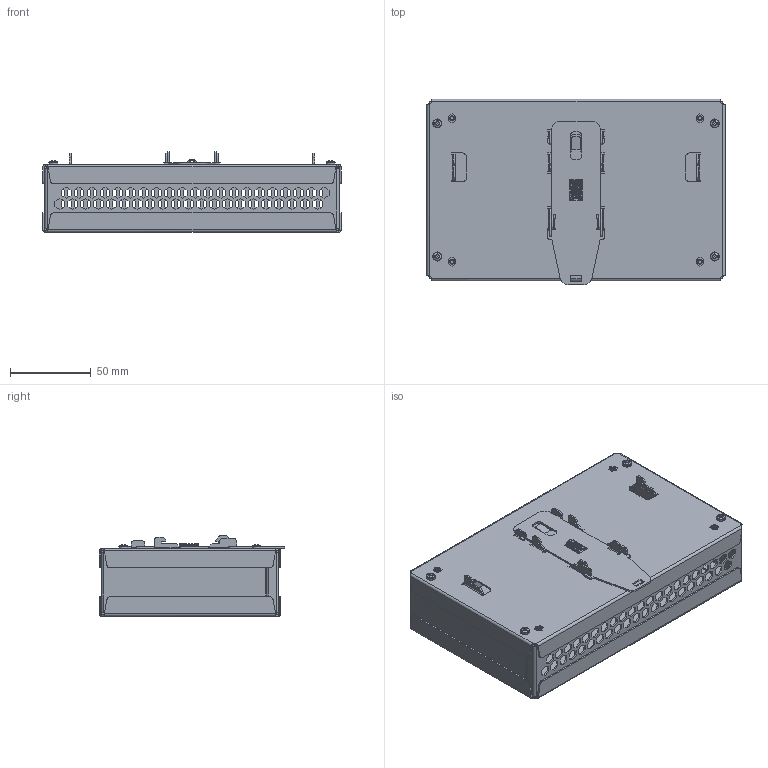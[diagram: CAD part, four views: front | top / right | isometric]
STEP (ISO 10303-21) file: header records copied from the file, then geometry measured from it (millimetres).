
FILE_DESCRIPTION(/* description */ (''),/* implementation_level */ '2;1');
FILE_NAME(/* name */ '2904040_3D.stp',/* time_stamp */ '2016-11-09T10:29:21+01:00',/* author */ ('hransiek'),/* organization */ (''),/* preprocessor_version */ 'ST-DEVELOPER v16.1',/* originating_system */ 'Autodesk Inventor 2016',/* authorisation */ '');
FILE_SCHEMA (('AUTOMOTIVE_DESIGN { 1 0 10303 214 3 1 1 }'));
Length unit declared in the file: millimetre
Products named in the file (16): 2904040_Abdeckung unten_3D; SO_M2,5_8_3DSYM; 2904040_Abdeckung unten_3D_1; 2904040_Rastfuss_3D; 2904040_Rastfuss_3D_1; 2904040_Innerteil Halbschale links_3D; S_M3_1_3DSYM; 2904040_Innerteil Halbschale links_3D_1; 2904040_Innerteil Halbschale rechts_3D; 2904040_Innerteil Halbschale rechts_3D_1; 2904040_Abdeckung oben_3D; 2904040_Abdeckung oben_3D_1; VD_144B_Gespannt; SHR Z M3X6 DINENISO 7045 OG_3DSYM ~PART1; BLINT 7337B 3,0x6-für 2mm Stärke_3Dsym; 2904040_3D
Assembly tree (27 placements, depth 3):
  2904040_3D
    2904040_Abdeckung unten_3D_1
      2904040_Abdeckung unten_3D
      SO_M2,5_8_3DSYM  x4
    2904040_Rastfuss_3D_1
      2904040_Rastfuss_3D
    2904040_Innerteil Halbschale links_3D_1
      2904040_Innerteil Halbschale links_3D
      S_M3_1_3DSYM  x2
    2904040_Innerteil Halbschale rechts_3D_1
      2904040_Innerteil Halbschale rechts_3D
      S_M3_1_3DSYM  x2
    2904040_Abdeckung oben_3D_1
      2904040_Abdeckung oben_3D
    VD_144B_Gespannt
    SHR Z M3X6 DINENISO 7045 OG_3DSYM ~PART1  x4
    BLINT 7337B 3,0x6-für 2mm Stärke_3Dsym  x4
Bounding box: 185 x 115 x 49.9 mm (x, y, z)
Volume: 85668.4 mm3; surface area: 177744.5 mm2
Topology: 22 solids, 22 shells, 1552 faces, 4140 edges, 2648 vertices
Faces by surface type: plane 1220, cylinder 254, bspline 34, cone 28, torus 8, sphere 8
Full cylindrical faces by diameter (mm): 2.138 x4, 2.599 x4, 3 x4, 3.1 x8, 3.2 x8, 3.3 x4, 3.5 x4, 4.19 x4, 4.25 x4, 4.431 x4, 5.6 x4, 6 x4, 6.3 x4
Entity records: 50037 total; most frequent: CARTESIAN_POINT 13931, ORIENTED_EDGE 7532, DIRECTION 6958, EDGE_CURVE 3766, LINE 3256, VECTOR 3256, VERTEX_POINT 2432, AXIS2_PLACEMENT_3D 1851
